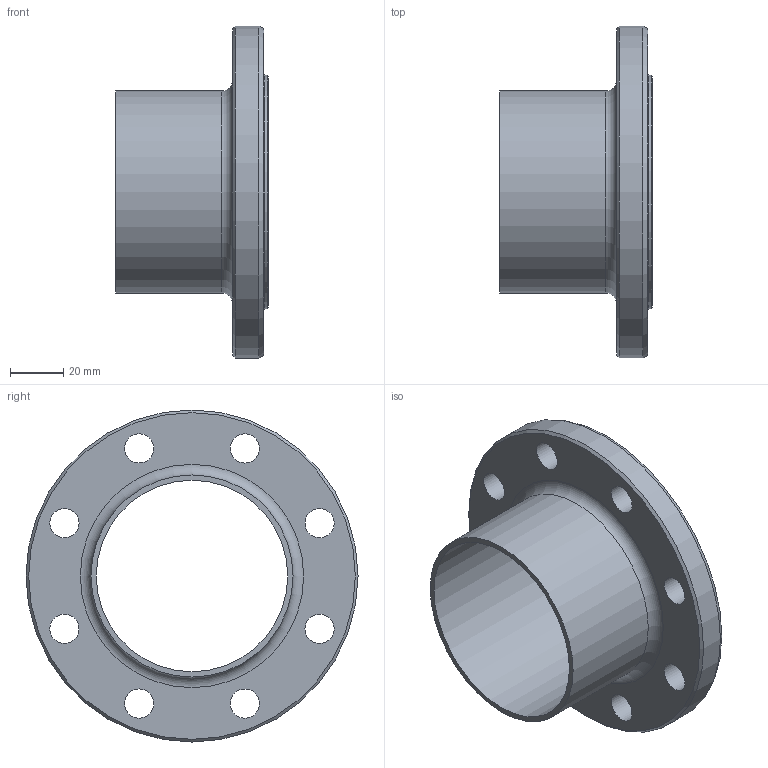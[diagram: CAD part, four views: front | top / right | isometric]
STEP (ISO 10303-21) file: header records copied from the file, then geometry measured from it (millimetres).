
FILE_DESCRIPTION(/* description */ ('PharmCom Nutflansch ISO DIN11864-A 76,1'),/* implementation_level */ '2;1');
FILE_NAME(/* name */ '10165065X000.stp',/* time_stamp */ '2017-06-02T09:32:51+02:00',/* author */ ('mbohlen'),/* organization */ (''),/* preprocessor_version */ 'ST-DEVELOPER v15.6',/* originating_system */ 'Autodesk Inventor 2015',/* authorisation */ '');
FILE_SCHEMA (('AUTOMOTIVE_DESIGN { 1 0 10303 214 3 1 1 }'));
Length unit declared in the file: millimetre
Products named in the file (1): PharmCom Nutflansch ISO DIN11864-A 76,1
Bounding box: 57.5 x 125 x 125 mm (x, y, z)
Volume: 106071.2 mm3; surface area: 45905.5 mm2
Topology: 1 solids, 1 shells, 26 faces, 63 edges, 42 vertices
Faces by surface type: cylinder 12, torus 6, plane 5, cone 3
Full cylindrical faces by diameter (mm): 11 x8, 72.1 x1, 76.1 x1, 88.1 x1, 125 x1
Entity records: 690 total; most frequent: DIRECTION 122, CARTESIAN_POINT 95, EDGE_LOOP 68, ORIENTED_EDGE 68, AXIS2_PLACEMENT_3D 61, FACE_BOUND 42, CIRCLE 34, VERTEX_POINT 34
